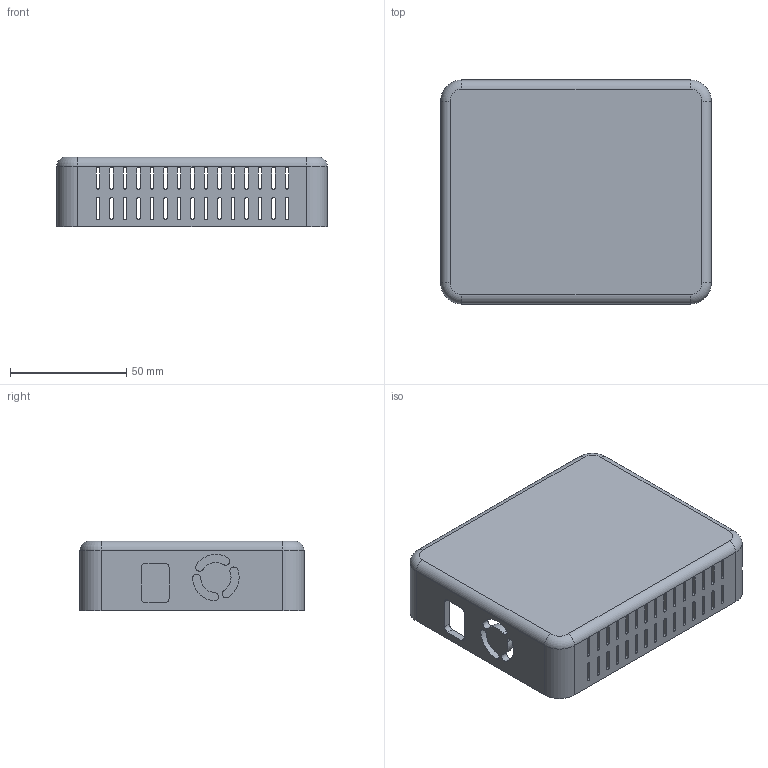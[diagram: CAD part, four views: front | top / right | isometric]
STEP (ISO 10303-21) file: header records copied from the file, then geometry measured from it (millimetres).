
FILE_DESCRIPTION(('FreeCAD Model'),'2;1');
FILE_NAME('Open CASCADE Shape Model','2024-12-28T07:59:27',(''),(''), 'Open CASCADE STEP processor 7.7','FreeCAD','Unknown');
FILE_SCHEMA(('AUTOMOTIVE_DESIGN { 1 0 10303 214 1 1 1 1 }'));
Length unit declared in the file: millimetre
Products named in the file (1): Case-Hull
Bounding box: 116.2 x 96.2 x 30 mm (x, y, z)
Volume: 75519.3 mm3; surface area: 55649.4 mm2
Topology: 1 solids, 1 shells, 341 faces, 994 edges, 660 vertices
Faces by surface type: cylinder 170, plane 167, torus 4
Full cylindrical faces by diameter (mm): 5 x4
Entity records: 11652 total; most frequent: DIRECTION 2022, CARTESIAN_POINT 1996, ORIENTED_EDGE 1988, EDGE_CURVE 994, AXIS2_PLACEMENT_3D 686, VERTEX_POINT 660, LINE 650, VECTOR 650
